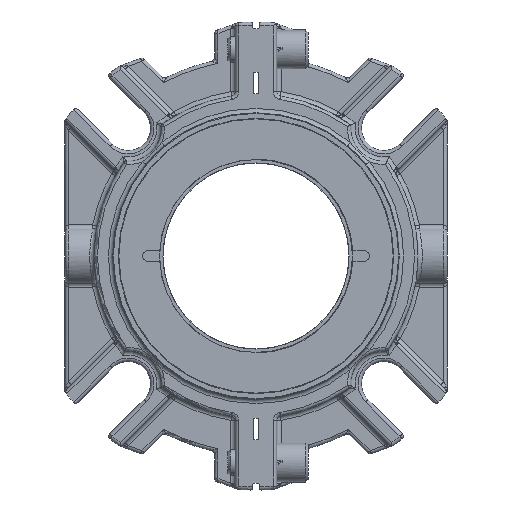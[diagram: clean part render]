
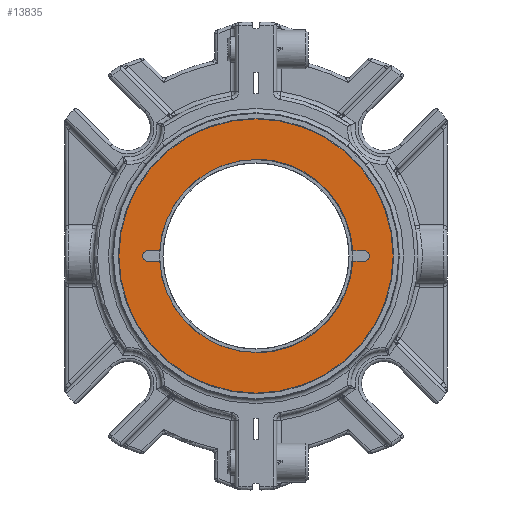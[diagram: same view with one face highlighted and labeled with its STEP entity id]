
A CAD part, left-side view. The second image highlights one B-rep face of the part: STEP entity #13835.
In plain terms, the highlighted planar face has unit normal (-1, 0, 0).
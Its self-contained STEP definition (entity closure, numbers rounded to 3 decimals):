
#1605=LINE('',#23476,#2385);
#1607=LINE('',#23488,#2387);
#1608=LINE('',#23492,#2388);
#1609=LINE('',#23495,#2389);
#1610=LINE('',#23496,#2390);
#1611=LINE('',#23500,#2391);
#2385=VECTOR('',#17366,1000.);
#2387=VECTOR('',#17376,1000.);
#2388=VECTOR('',#17379,1000.);
#2389=VECTOR('',#17382,1000.);
#2390=VECTOR('',#17383,1000.);
#2391=VECTOR('',#17386,1000.);
#4242=ORIENTED_EDGE('',*,*,#7945,.F.);
#4243=ORIENTED_EDGE('',*,*,#7946,.T.);
#4244=ORIENTED_EDGE('',*,*,#7947,.T.);
#4245=ORIENTED_EDGE('',*,*,#7938,.T.);
#4246=ORIENTED_EDGE('',*,*,#7940,.T.);
#4247=ORIENTED_EDGE('',*,*,#7948,.T.);
#4248=ORIENTED_EDGE('',*,*,#7949,.F.);
#4249=ORIENTED_EDGE('',*,*,#7921,.F.);
#4250=ORIENTED_EDGE('',*,*,#7950,.F.);
#4251=ORIENTED_EDGE('',*,*,#7951,.F.);
#4252=ORIENTED_EDGE('',*,*,#7952,.F.);
#4253=ORIENTED_EDGE('',*,*,#7933,.F.);
#4254=ORIENTED_EDGE('',*,*,#7953,.T.);
#7921=EDGE_CURVE('',#9771,#9772,#10862,.F.);
#7933=EDGE_CURVE('',#9783,#9769,#10868,.T.);
#7938=EDGE_CURVE('',#9786,#9788,#10871,.F.);
#7940=EDGE_CURVE('',#9788,#9789,#1605,.T.);
#7945=EDGE_CURVE('',#9792,#9783,#1607,.T.);
#7946=EDGE_CURVE('',#9792,#9793,#10874,.F.);
#7947=EDGE_CURVE('',#9793,#9786,#1608,.T.);
#7948=EDGE_CURVE('',#9789,#9794,#10875,.F.);
#7949=EDGE_CURVE('',#9772,#9794,#1609,.T.);
#7950=EDGE_CURVE('',#9795,#9771,#1610,.T.);
#7951=EDGE_CURVE('',#9796,#9795,#10876,.F.);
#7952=EDGE_CURVE('',#9769,#9796,#1611,.T.);
#7953=EDGE_CURVE('',#9797,#9797,#10877,.T.);
#9769=VERTEX_POINT('',#23429);
#9771=VERTEX_POINT('',#23433);
#9772=VERTEX_POINT('',#23435);
#9783=VERTEX_POINT('',#23457);
#9786=VERTEX_POINT('',#23464);
#9788=VERTEX_POINT('',#23468);
#9789=VERTEX_POINT('',#23475);
#9792=VERTEX_POINT('',#23489);
#9793=VERTEX_POINT('',#23491);
#9794=VERTEX_POINT('',#23494);
#9795=VERTEX_POINT('',#23497);
#9796=VERTEX_POINT('',#23499);
#9797=VERTEX_POINT('',#23502);
#10862=CIRCLE('',#14963,44.45);
#10868=CIRCLE('',#14969,44.45);
#10871=CIRCLE('',#14973,2.375);
#10874=CIRCLE('',#14979,44.704);
#10875=CIRCLE('',#14980,44.704);
#10876=CIRCLE('',#14981,2.375);
#10877=CIRCLE('',#14982,63.246);
#11665=EDGE_LOOP('',(#4242,#4243,#4244,#4245,#4246,#4247,#4248,#4249,#4250,
#4251,#4252,#4253));
#11666=EDGE_LOOP('',(#4254));
#12640=FACE_BOUND('',#11665,.T.);
#12641=FACE_BOUND('',#11666,.T.);
#13367=PLANE('',#14978);
#13835=ADVANCED_FACE('',(#12640,#12641),#13367,.T.);
#14963=AXIS2_PLACEMENT_3D('',#23434,#17334,#17335);
#14969=AXIS2_PLACEMENT_3D('',#23458,#17352,#17353);
#14973=AXIS2_PLACEMENT_3D('',#23469,#17362,#17363);
#14978=AXIS2_PLACEMENT_3D('',#23487,#17374,#17375);
#14979=AXIS2_PLACEMENT_3D('',#23490,#17377,#17378);
#14980=AXIS2_PLACEMENT_3D('',#23493,#17380,#17381);
#14981=AXIS2_PLACEMENT_3D('',#23498,#17384,#17385);
#14982=AXIS2_PLACEMENT_3D('',#23501,#17387,#17388);
#17334=DIRECTION('',(1.,0.,0.));
#17335=DIRECTION('',(0.,0.,-1.));
#17352=DIRECTION('',(-1.,0.,0.));
#17353=DIRECTION('',(0.,0.,1.));
#17362=DIRECTION('',(-1.,0.,0.));
#17363=DIRECTION('',(0.,0.,-1.));
#17366=DIRECTION('',(0.,1.,0.));
#17374=DIRECTION('',(-1.,0.,0.));
#17375=DIRECTION('',(0.,0.,-1.));
#17376=DIRECTION('',(0.,0.,-1.));
#17377=DIRECTION('',(-1.,0.,0.));
#17378=DIRECTION('',(0.,0.,-1.));
#17379=DIRECTION('',(0.,-1.,0.));
#17380=DIRECTION('',(-1.,0.,0.));
#17381=DIRECTION('',(0.,0.,-1.));
#17382=DIRECTION('',(0.,0.,-1.));
#17383=DIRECTION('',(0.,-1.,0.));
#17384=DIRECTION('',(1.,0.,0.));
#17385=DIRECTION('',(0.,0.,-1.));
#17386=DIRECTION('',(0.,1.,0.));
#17387=DIRECTION('',(-1.,0.,0.));
#17388=DIRECTION('',(0.,0.,-1.));
#23429=CARTESIAN_POINT('',(-64.592,44.387,2.375));
#23433=CARTESIAN_POINT('',(-64.592,44.387,-2.375));
#23434=CARTESIAN_POINT('',(-64.592,0.,0.));
#23435=CARTESIAN_POINT('',(-64.592,0.,-44.45));
#23457=CARTESIAN_POINT('',(-64.592,0.,44.45));
#23458=CARTESIAN_POINT('',(-64.592,0.,0.));
#23464=CARTESIAN_POINT('',(-64.592,-50.,2.375));
#23468=CARTESIAN_POINT('',(-64.592,-50.,-2.375));
#23469=CARTESIAN_POINT('',(-64.592,-50.,0.));
#23475=CARTESIAN_POINT('',(-64.592,-44.641,-2.375));
#23476=CARTESIAN_POINT('',(-64.592,-50.,-2.375));
#23487=CARTESIAN_POINT('',(-64.592,0.,-63.5));
#23488=CARTESIAN_POINT('',(-64.592,0.,63.5));
#23489=CARTESIAN_POINT('',(-64.592,0.,44.704));
#23490=CARTESIAN_POINT('',(-64.592,0.,0.));
#23491=CARTESIAN_POINT('',(-64.592,-44.641,2.375));
#23492=CARTESIAN_POINT('',(-64.592,-50.,2.375));
#23493=CARTESIAN_POINT('',(-64.592,0.,0.));
#23494=CARTESIAN_POINT('',(-64.592,0.,-44.704));
#23495=CARTESIAN_POINT('',(-64.592,0.,-104.764));
#23496=CARTESIAN_POINT('',(-64.592,50.,-2.375));
#23497=CARTESIAN_POINT('',(-64.592,50.,-2.375));
#23498=CARTESIAN_POINT('',(-64.592,50.,0.));
#23499=CARTESIAN_POINT('',(-64.592,50.,2.375));
#23500=CARTESIAN_POINT('',(-64.592,50.,2.375));
#23501=CARTESIAN_POINT('',(-64.592,0.,0.));
#23502=CARTESIAN_POINT('',(-64.592,0.,-63.246));
